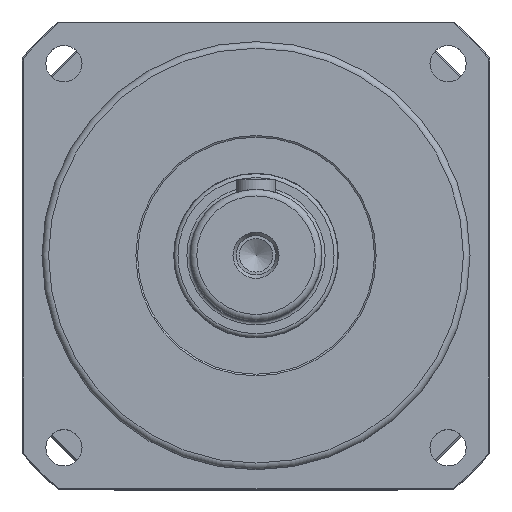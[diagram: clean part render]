
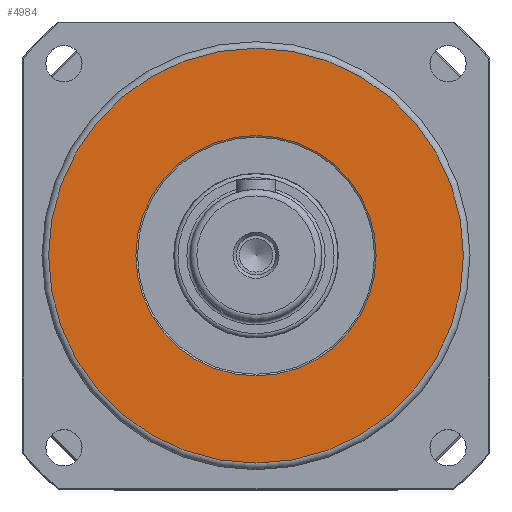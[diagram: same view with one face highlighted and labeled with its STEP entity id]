
A CAD part, top view. The second image highlights one B-rep face of the part: STEP entity #4984.
In plain terms, the highlighted planar face has unit normal (0, 0, 1).
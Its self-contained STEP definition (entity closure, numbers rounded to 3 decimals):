
#3845=CARTESIAN_POINT('',(36.5,0.0,15.0));
#3846=VERTEX_POINT('',#3845);
#3847=CARTESIAN_POINT('',(0.0,0.0,15.0));
#3848=DIRECTION('',(0.0,0.0,-1.0));
#3849=DIRECTION('',(1.0,0.0,0.0));
#3850=AXIS2_PLACEMENT_3D('',#3847,#3848,#3849);
#3851=CIRCLE('',#3850,36.5);
#3852=EDGE_CURVE('',#3846,#3846,#3851,.T.);
#3873=CARTESIAN_POINT('',(63.,0.0,15.0));
#3874=VERTEX_POINT('',#3873);
#3875=CARTESIAN_POINT('',(0.0,0.0,15.0));
#3876=DIRECTION('',(0.0,0.0,1.0));
#3877=DIRECTION('',(1.0,0.0,0.0));
#3878=AXIS2_PLACEMENT_3D('',#3875,#3876,#3877);
#3879=CIRCLE('',#3878,63.);
#3880=EDGE_CURVE('',#3874,#3874,#3879,.T.);
#4973=CARTESIAN_POINT('',(0.0,0.0,15.0));
#4974=DIRECTION('',(0.0,0.0,1.0));
#4975=DIRECTION('',(1.0,0.0,0.0));
#4976=AXIS2_PLACEMENT_3D('',#4973,#4974,#4975);
#4977=PLANE('',#4976);
#4978=ORIENTED_EDGE('',*,*,#3880,.T.);
#4979=EDGE_LOOP('',(#4978));
#4980=FACE_OUTER_BOUND('',#4979,.T.);
#4981=ORIENTED_EDGE('',*,*,#3852,.T.);
#4982=EDGE_LOOP('',(#4981));
#4983=FACE_BOUND('',#4982,.T.);
#4984=ADVANCED_FACE('',(#4980,#4983),#4977,.T.);
